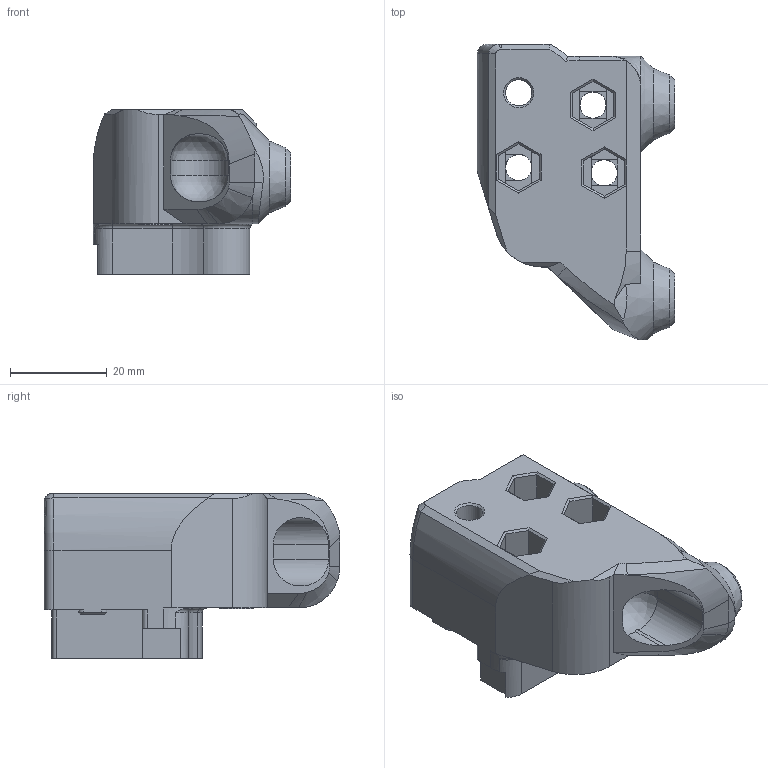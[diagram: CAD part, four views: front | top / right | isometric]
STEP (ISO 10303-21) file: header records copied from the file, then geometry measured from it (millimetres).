
FILE_DESCRIPTION(/* description */ ('','CAx-IF Rec.Pracs.---Representation and Presentation of Product Manufacturing Information (PMI)---4.0---2014-10-13'),/* implementation_level */ '2;1');
FILE_NAME(/* name */ 'bb606226-2482-4089-830e-3b756259fc3b.stp',/* time_stamp */ '2024-12-06T15:32:24Z',/* author */ (''),/* organization */ (''),/* preprocessor_version */ 'ST-DEVELOPER v20',/* originating_system */ 'Autodesk Translation Framework v13.20.0.188',/* authorisation */ '');
FILE_SCHEMA (('AP242_MANAGED_MODEL_BASED_3D_ENGINEERING_MIM_LF { 1 0 10303 442 1 1 4 }'));
Length unit declared in the file: millimetre
Products named in the file (1): x gantry end left
Bounding box: 40.73 x 60.95 x 34 mm (x, y, z)
Volume: 39262.5 mm3; surface area: 11650.7 mm2
Topology: 1 solids, 1 shells, 229 faces, 615 edges, 392 vertices
Faces by surface type: plane 131, cylinder 58, cone 20, bspline 16, torus 4
Full cylindrical faces by diameter (mm): 4.5 x3, 4.634 x8, 5.12 x8, 5.4 x5, 7 x1
Entity records: 15800 total; most frequent: CARTESIAN_POINT 10161, ORIENTED_EDGE 1230, DIRECTION 1085, EDGE_CURVE 615, VERTEX_POINT 392, LINE 371, VECTOR 371, AXIS2_PLACEMENT_3D 357
